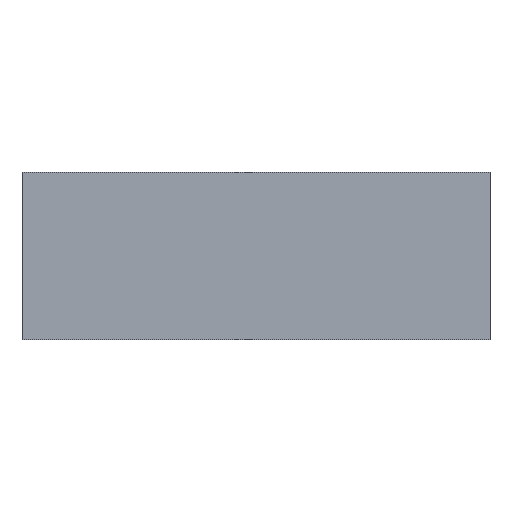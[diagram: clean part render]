
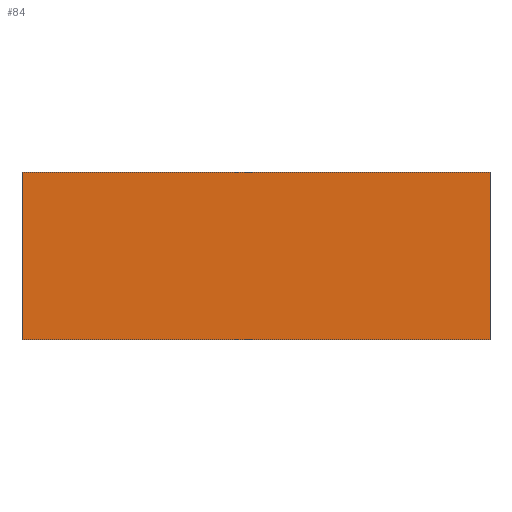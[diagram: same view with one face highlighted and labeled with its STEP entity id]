
A CAD part, top view. The second image highlights one B-rep face of the part: STEP entity #84.
In plain terms, the highlighted planar face has unit normal (0, 0, 1).
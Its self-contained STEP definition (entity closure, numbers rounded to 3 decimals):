
#84=ADVANCED_FACE('',(#130),#132,.T.);
#130=FACE_BOUND('',#131,.T.);
#131=EDGE_LOOP('',(#160,#161,#162,#163));
#132=PLANE('',#133);
#133=AXIS2_PLACEMENT_3D('',#134,#135,#136);
#134=CARTESIAN_POINT('',(0.,0.,0.01));
#135=DIRECTION('',(0.,0.,1.));
#136=DIRECTION('',(-1.,0.,0.));
#160=ORIENTED_EDGE('',*,*,#170,.T.);
#161=ORIENTED_EDGE('',*,*,#174,.T.);
#162=ORIENTED_EDGE('',*,*,#177,.T.);
#163=ORIENTED_EDGE('',*,*,#179,.T.);
#170=EDGE_CURVE('',#185,#183,#186,.T.);
#174=EDGE_CURVE('',#183,#190,#192,.T.);
#177=EDGE_CURVE('',#190,#195,#197,.T.);
#179=EDGE_CURVE('',#195,#185,#199,.T.);
#183=VERTEX_POINT('',#205);
#185=VERTEX_POINT('',#209);
#186=LINE('',#210,#211);
#190=VERTEX_POINT('',#220);
#192=LINE('',#224,#225);
#195=VERTEX_POINT('',#231);
#197=LINE('',#235,#236);
#199=LINE('',#241,#242);
#205=CARTESIAN_POINT('',(-1.4,-0.5,0.01));
#209=CARTESIAN_POINT('',(-1.4,0.5,0.01));
#210=CARTESIAN_POINT('',(-1.4,0.5,0.01));
#211=VECTOR('',#212,1.);
#212=DIRECTION('',(0.,-1.,0.));
#220=CARTESIAN_POINT('',(1.4,-0.5,0.01));
#224=CARTESIAN_POINT('',(-1.4,-0.5,0.01));
#225=VECTOR('',#226,1.);
#226=DIRECTION('',(1.,0.,0.));
#231=CARTESIAN_POINT('',(1.4,0.5,0.01));
#235=CARTESIAN_POINT('',(1.4,-0.5,0.01));
#236=VECTOR('',#237,1.);
#237=DIRECTION('',(0.,1.,0.));
#241=CARTESIAN_POINT('',(1.4,0.5,0.01));
#242=VECTOR('',#243,1.);
#243=DIRECTION('',(-1.,0.,0.));
